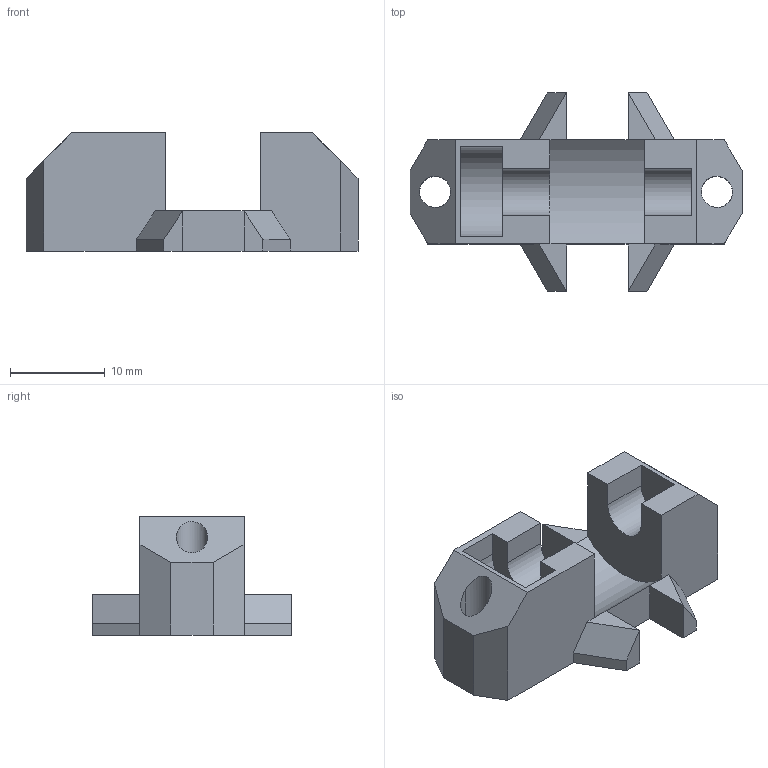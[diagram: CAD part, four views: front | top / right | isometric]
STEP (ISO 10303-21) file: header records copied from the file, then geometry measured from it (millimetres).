
FILE_DESCRIPTION (( 'STEP AP214' ), '1' );
FILE_NAME ('beldholder_up_iddler_V2.STEP', '2024-01-29T16:37:01', ( '' ), ( '' ), 'SwSTEP 2.0', 'SolidWorks 2010', '' );
FILE_SCHEMA (( 'AUTOMOTIVE_DESIGN' ));
Length unit declared in the file: millimetre
Products named in the file (1): beldholder_up_iddler_V2
Bounding box: 35.1 x 21 x 12.5 mm (x, y, z)
Volume: 2945.5 mm3; surface area: 2435.2 mm2
Topology: 1 solids, 1 shells, 56 faces, 150 edges, 96 vertices
Faces by surface type: plane 48, cylinder 8
Entity records: 1752 total; most frequent: CARTESIAN_POINT 315, ORIENTED_EDGE 300, DIRECTION 272, EDGE_CURVE 150, LINE 134, VECTOR 134, VERTEX_POINT 96, AXIS2_PLACEMENT_3D 69
